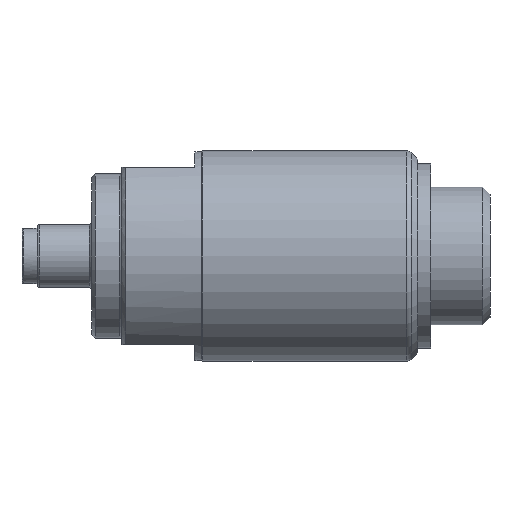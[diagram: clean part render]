
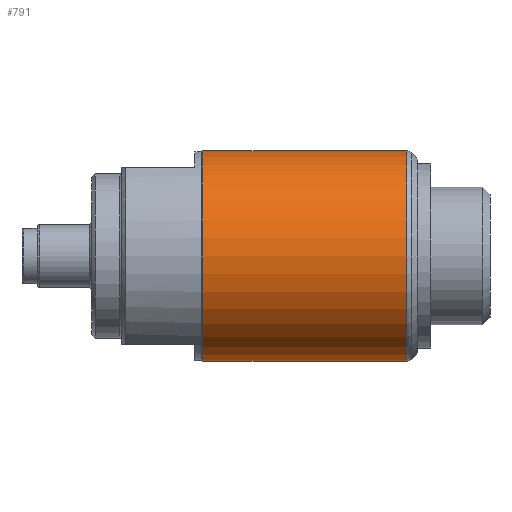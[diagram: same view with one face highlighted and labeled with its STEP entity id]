
A CAD part, left-side view. The second image highlights one B-rep face of the part: STEP entity #791.
In plain terms, the highlighted cylindrical face has radius 16 mm (diameter 32 mm), a full revolution.
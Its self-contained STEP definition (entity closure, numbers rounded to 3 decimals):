
#33=CYLINDRICAL_SURFACE('',#878,16.);
#56=B_SPLINE_CURVE_WITH_KNOTS('',3,(#1320,#1321,#1322,#1323,#1324,#1325,
#1326,#1327,#1328,#1329,#1330,#1331,#1332),.UNSPECIFIED.,.F.,.F.,(4,1,1,
1,1,1,1,1,1,1,4),(0.005,0.009,0.011,
0.013,0.015,0.017,0.022,
0.026,0.03,0.034,0.039),
 .UNSPECIFIED.);
#57=B_SPLINE_CURVE_WITH_KNOTS('',3,(#1337,#1338,#1339,#1340),
 .UNSPECIFIED.,.F.,.F.,(4,4),(0.,0.),.UNSPECIFIED.);
#58=B_SPLINE_CURVE_WITH_KNOTS('',3,(#1342,#1343,#1344,#1345,#1346,#1347,
#1348),.UNSPECIFIED.,.F.,.F.,(4,1,1,1,4),(0.,0.002,
0.004,0.007,0.009),
 .UNSPECIFIED.);
#59=B_SPLINE_CURVE_WITH_KNOTS('',3,(#1350,#1351,#1352,#1353),
 .UNSPECIFIED.,.F.,.F.,(4,4),(0.,0.),.UNSPECIFIED.);
#60=B_SPLINE_CURVE_WITH_KNOTS('',3,(#1357,#1358,#1359,#1360,#1361,#1362,
#1363,#1364,#1365,#1366,#1367,#1368,#1369),.UNSPECIFIED.,.F.,.F.,(4,1,1,
1,1,1,1,1,1,1,4),(0.048,0.05,0.052,
0.056,0.058,0.061,0.065,
0.069,0.073,0.078,0.082),
 .UNSPECIFIED.);
#61=B_SPLINE_CURVE_WITH_KNOTS('',3,(#1373,#1374,#1375,#1376),
 .UNSPECIFIED.,.F.,.F.,(4,4),(0.,0.),
 .UNSPECIFIED.);
#62=B_SPLINE_CURVE_WITH_KNOTS('',3,(#1378,#1379,#1380,#1381,#1382,#1383,
#1384),.UNSPECIFIED.,.F.,.F.,(4,1,1,1,4),(0.,0.002,
0.004,0.007,0.009),
 .UNSPECIFIED.);
#63=B_SPLINE_CURVE_WITH_KNOTS('',3,(#1386,#1387,#1388,#1389),
 .UNSPECIFIED.,.F.,.F.,(4,4),(0.,0.),.UNSPECIFIED.);
#185=ORIENTED_EDGE('',*,*,#389,.F.);
#186=ORIENTED_EDGE('',*,*,#390,.F.);
#187=ORIENTED_EDGE('',*,*,#391,.F.);
#188=ORIENTED_EDGE('',*,*,#392,.F.);
#189=ORIENTED_EDGE('',*,*,#393,.F.);
#190=ORIENTED_EDGE('',*,*,#394,.F.);
#191=ORIENTED_EDGE('',*,*,#395,.F.);
#192=ORIENTED_EDGE('',*,*,#396,.F.);
#193=ORIENTED_EDGE('',*,*,#397,.F.);
#194=ORIENTED_EDGE('',*,*,#398,.F.);
#195=ORIENTED_EDGE('',*,*,#399,.F.);
#196=ORIENTED_EDGE('',*,*,#400,.F.);
#197=ORIENTED_EDGE('',*,*,#401,.F.);
#198=ORIENTED_EDGE('',*,*,#402,.T.);
#389=EDGE_CURVE('',#487,#487,#553,.T.);
#390=EDGE_CURVE('',#488,#489,#56,.T.);
#391=EDGE_CURVE('',#490,#488,#554,.T.);
#392=EDGE_CURVE('',#491,#490,#57,.T.);
#393=EDGE_CURVE('',#492,#491,#58,.T.);
#394=EDGE_CURVE('',#493,#492,#59,.T.);
#395=EDGE_CURVE('',#494,#493,#555,.T.);
#396=EDGE_CURVE('',#495,#494,#60,.T.);
#397=EDGE_CURVE('',#496,#495,#556,.T.);
#398=EDGE_CURVE('',#497,#496,#61,.T.);
#399=EDGE_CURVE('',#498,#497,#62,.T.);
#400=EDGE_CURVE('',#499,#498,#63,.T.);
#401=EDGE_CURVE('',#489,#499,#557,.T.);
#402=EDGE_CURVE('',#500,#500,#558,.T.);
#487=VERTEX_POINT('',#1319);
#488=VERTEX_POINT('',#1333);
#489=VERTEX_POINT('',#1334);
#490=VERTEX_POINT('',#1336);
#491=VERTEX_POINT('',#1341);
#492=VERTEX_POINT('',#1349);
#493=VERTEX_POINT('',#1354);
#494=VERTEX_POINT('',#1356);
#495=VERTEX_POINT('',#1370);
#496=VERTEX_POINT('',#1372);
#497=VERTEX_POINT('',#1377);
#498=VERTEX_POINT('',#1385);
#499=VERTEX_POINT('',#1390);
#500=VERTEX_POINT('',#1393);
#553=CIRCLE('',#879,16.);
#554=CIRCLE('',#880,16.);
#555=CIRCLE('',#881,16.);
#556=CIRCLE('',#882,16.);
#557=CIRCLE('',#883,16.);
#558=CIRCLE('',#884,16.);
#603=EDGE_LOOP('',(#185));
#604=EDGE_LOOP('',(#186,#187,#188,#189,#190,#191,#192,#193,#194,#195,#196,
#197));
#605=EDGE_LOOP('',(#198));
#688=FACE_BOUND('',#603,.T.);
#689=FACE_BOUND('',#604,.T.);
#690=FACE_BOUND('',#605,.T.);
#791=ADVANCED_FACE('',(#688,#689,#690),#33,.T.);
#878=AXIS2_PLACEMENT_3D('',#1317,#1030,#1031);
#879=AXIS2_PLACEMENT_3D('',#1318,#1032,#1033);
#880=AXIS2_PLACEMENT_3D('',#1335,#1034,#1035);
#881=AXIS2_PLACEMENT_3D('',#1355,#1036,#1037);
#882=AXIS2_PLACEMENT_3D('',#1371,#1038,#1039);
#883=AXIS2_PLACEMENT_3D('',#1391,#1040,#1041);
#884=AXIS2_PLACEMENT_3D('',#1392,#1042,#1043);
#1030=DIRECTION('',(0.,-1.,0.));
#1031=DIRECTION('',(0.,0.,-1.));
#1032=DIRECTION('',(0.,-1.,0.));
#1033=DIRECTION('',(0.,0.,-1.));
#1034=DIRECTION('',(0.,-1.,0.));
#1035=DIRECTION('',(0.,0.,-1.));
#1036=DIRECTION('',(0.,1.,0.));
#1037=DIRECTION('',(0.,0.,1.));
#1038=DIRECTION('',(0.,1.,0.));
#1039=DIRECTION('',(0.,0.,1.));
#1040=DIRECTION('',(0.,-1.,0.));
#1041=DIRECTION('',(0.,0.,-1.));
#1042=DIRECTION('',(0.,-1.,0.));
#1043=DIRECTION('',(0.,0.,-1.));
#1317=CARTESIAN_POINT('',(0.,2.,0.));
#1318=CARTESIAN_POINT('',(0.,3.664,0.));
#1319=CARTESIAN_POINT('',(0.,3.664,-16.));
#1320=CARTESIAN_POINT('',(10.285,23.233,-12.257));
#1321=CARTESIAN_POINT('',(10.811,24.481,-11.815));
#1322=CARTESIAN_POINT('',(11.799,26.192,-10.89));
#1323=CARTESIAN_POINT('',(13.09,28.102,-9.249));
#1324=CARTESIAN_POINT('',(14.025,29.383,-7.771));
#1325=CARTESIAN_POINT('',(14.831,30.436,-6.104));
#1326=CARTESIAN_POINT('',(15.7,31.534,-3.577));
#1327=CARTESIAN_POINT('',(16.198,32.142,-0.018));
#1328=CARTESIAN_POINT('',(15.606,31.42,4.266));
#1329=CARTESIAN_POINT('',(14.086,29.491,7.873));
#1330=CARTESIAN_POINT('',(12.123,26.753,10.589));
#1331=CARTESIAN_POINT('',(10.813,24.486,11.813));
#1332=CARTESIAN_POINT('',(10.285,23.233,12.257));
#1333=CARTESIAN_POINT('',(10.285,23.233,-12.257));
#1334=CARTESIAN_POINT('',(10.285,23.233,12.257));
#1335=CARTESIAN_POINT('',(0.,23.233,0.));
#1336=CARTESIAN_POINT('',(9.808,23.233,-12.641));
#1337=CARTESIAN_POINT('',(9.558,23.095,-12.832));
#1338=CARTESIAN_POINT('',(9.605,23.202,-12.797));
#1339=CARTESIAN_POINT('',(9.713,23.233,-12.715));
#1340=CARTESIAN_POINT('',(9.808,23.233,-12.641));
#1341=CARTESIAN_POINT('',(9.558,23.095,-12.832));
#1342=CARTESIAN_POINT('',(9.558,14.705,-12.832));
#1343=CARTESIAN_POINT('',(9.273,15.353,-13.044));
#1344=CARTESIAN_POINT('',(8.785,16.699,-13.377));
#1345=CARTESIAN_POINT('',(8.489,18.9,-13.562));
#1346=CARTESIAN_POINT('',(8.785,21.101,-13.377));
#1347=CARTESIAN_POINT('',(9.273,22.447,-13.044));
#1348=CARTESIAN_POINT('',(9.558,23.095,-12.832));
#1349=CARTESIAN_POINT('',(9.558,14.705,-12.832));
#1350=CARTESIAN_POINT('',(9.808,14.567,-12.641));
#1351=CARTESIAN_POINT('',(9.713,14.567,-12.715));
#1352=CARTESIAN_POINT('',(9.604,14.598,-12.797));
#1353=CARTESIAN_POINT('',(9.558,14.705,-12.832));
#1354=CARTESIAN_POINT('',(9.808,14.567,-12.641));
#1355=CARTESIAN_POINT('',(0.,14.567,0.));
#1356=CARTESIAN_POINT('',(10.285,14.567,-12.257));
#1357=CARTESIAN_POINT('',(10.285,14.567,12.257));
#1358=CARTESIAN_POINT('',(10.548,13.941,12.035));
#1359=CARTESIAN_POINT('',(11.149,12.738,11.501));
#1360=CARTESIAN_POINT('',(12.438,10.607,10.149));
#1361=CARTESIAN_POINT('',(13.754,8.771,8.328));
#1362=CARTESIAN_POINT('',(14.826,7.371,6.117));
#1363=CARTESIAN_POINT('',(15.698,6.268,3.589));
#1364=CARTESIAN_POINT('',(16.198,5.658,0.032));
#1365=CARTESIAN_POINT('',(15.609,6.377,-4.259));
#1366=CARTESIAN_POINT('',(14.087,8.306,-7.87));
#1367=CARTESIAN_POINT('',(12.122,11.048,-10.59));
#1368=CARTESIAN_POINT('',(10.814,13.31,-11.812));
#1369=CARTESIAN_POINT('',(10.285,14.567,-12.257));
#1370=CARTESIAN_POINT('',(10.285,14.567,12.257));
#1371=CARTESIAN_POINT('',(0.,14.567,0.));
#1372=CARTESIAN_POINT('',(9.808,14.567,12.641));
#1373=CARTESIAN_POINT('',(9.558,14.705,12.832));
#1374=CARTESIAN_POINT('',(9.605,14.598,12.797));
#1375=CARTESIAN_POINT('',(9.713,14.567,12.715));
#1376=CARTESIAN_POINT('',(9.808,14.567,12.641));
#1377=CARTESIAN_POINT('',(9.558,14.705,12.832));
#1378=CARTESIAN_POINT('',(9.558,23.095,12.832));
#1379=CARTESIAN_POINT('',(9.273,22.447,13.044));
#1380=CARTESIAN_POINT('',(8.785,21.101,13.377));
#1381=CARTESIAN_POINT('',(8.489,18.9,13.562));
#1382=CARTESIAN_POINT('',(8.785,16.699,13.377));
#1383=CARTESIAN_POINT('',(9.273,15.353,13.044));
#1384=CARTESIAN_POINT('',(9.558,14.705,12.832));
#1385=CARTESIAN_POINT('',(9.558,23.095,12.832));
#1386=CARTESIAN_POINT('',(9.808,23.233,12.641));
#1387=CARTESIAN_POINT('',(9.713,23.233,12.715));
#1388=CARTESIAN_POINT('',(9.604,23.202,12.797));
#1389=CARTESIAN_POINT('',(9.558,23.095,12.832));
#1390=CARTESIAN_POINT('',(9.808,23.233,12.641));
#1391=CARTESIAN_POINT('',(0.,23.233,0.));
#1392=CARTESIAN_POINT('',(0.,34.7,0.));
#1393=CARTESIAN_POINT('',(0.,34.7,-16.));
